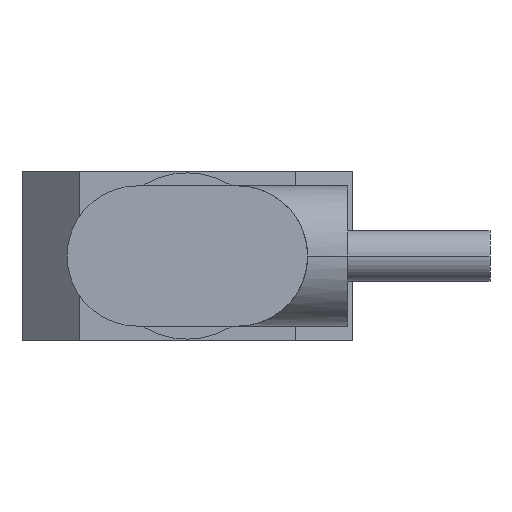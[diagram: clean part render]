
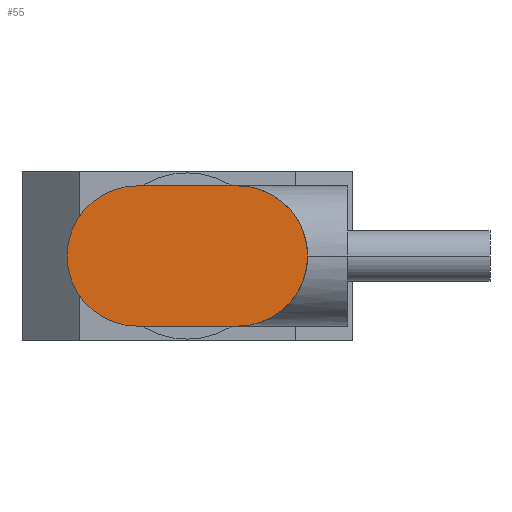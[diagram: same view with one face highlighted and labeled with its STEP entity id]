
A CAD part, front view. The second image highlights one B-rep face of the part: STEP entity #55.
In plain terms, the highlighted planar face has unit normal (0, -1, 0).
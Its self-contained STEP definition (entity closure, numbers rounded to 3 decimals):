
#16 = CARTESIAN_POINT ( 'NONE',  ( 2.5, -140.975, 0. ) ) ;
#55 = ADVANCED_FACE ( 'NONE', ( #1047 ), #290, .F. ) ;
#62 = CARTESIAN_POINT ( 'NONE',  ( 2.5, -140.975, 0. ) ) ;
#152 = VECTOR ( 'NONE', #1249, 1000. ) ;
#185 = DIRECTION ( 'NONE',  ( 0., -1., 0. ) ) ;
#211 = CARTESIAN_POINT ( 'NONE',  ( -2.5, -140.975, 0. ) ) ;
#225 = DIRECTION ( 'NONE',  ( 0., -1., 0. ) ) ;
#237 = VERTEX_POINT ( 'NONE', #515 ) ;
#265 = CARTESIAN_POINT ( 'NONE',  ( -2.5, -140.975, 3.5 ) ) ;
#277 = EDGE_LOOP ( 'NONE', ( #1195, #1358, #882, #1200, #1165, #844 ) ) ;
#278 = CARTESIAN_POINT ( 'NONE',  ( -2.5, -140.975, 0. ) ) ;
#290 = PLANE ( 'NONE',  #554 ) ;
#352 = CIRCLE ( 'NONE', #1164, 3.5 ) ;
#395 = DIRECTION ( 'NONE',  ( 0., -1., 0. ) ) ;
#402 = VERTEX_POINT ( 'NONE', #265 ) ;
#493 = VECTOR ( 'NONE', #509, 1000. ) ;
#495 = DIRECTION ( 'NONE',  ( 0., 1., 0. ) ) ;
#509 = DIRECTION ( 'NONE',  ( 1., 0., 0. ) ) ;
#515 = CARTESIAN_POINT ( 'NONE',  ( 6., -140.975, 0. ) ) ;
#533 = CIRCLE ( 'NONE', #1306, 3.5 ) ;
#549 = VERTEX_POINT ( 'NONE', #1214 ) ;
#554 = AXIS2_PLACEMENT_3D ( 'NONE', #612, #495, #1380 ) ;
#570 = CARTESIAN_POINT ( 'NONE',  ( 6., -140.975, -3.5 ) ) ;
#603 = CIRCLE ( 'NONE', #1212, 3.5 ) ;
#612 = CARTESIAN_POINT ( 'NONE',  ( 6., -140.975, 3.5 ) ) ;
#665 = DIRECTION ( 'NONE',  ( 0., -1., 0. ) ) ;
#740 = CIRCLE ( 'NONE', #1280, 3.5 ) ;
#796 = EDGE_CURVE ( 'NONE', #402, #861, #954, .T. ) ;
#799 = VERTEX_POINT ( 'NONE', #1051 ) ;
#815 = EDGE_CURVE ( 'NONE', #549, #799, #603, .T. ) ;
#822 = DIRECTION ( 'NONE',  ( 0., 0., 1. ) ) ;
#844 = ORIENTED_EDGE ( 'NONE', *, *, #1187, .T. ) ;
#861 = VERTEX_POINT ( 'NONE', #1336 ) ;
#875 = DIRECTION ( 'NONE',  ( 0., 0., 1. ) ) ;
#882 = ORIENTED_EDGE ( 'NONE', *, *, #815, .T. ) ;
#954 = LINE ( 'NONE', #1297, #493 ) ;
#955 = EDGE_CURVE ( 'NONE', #402, #549, #740, .T. ) ;
#1047 = FACE_OUTER_BOUND ( 'NONE', #277, .T. ) ;
#1051 = CARTESIAN_POINT ( 'NONE',  ( -2.5, -140.975, -3.5 ) ) ;
#1082 = CARTESIAN_POINT ( 'NONE',  ( 2.5, -140.975, -3.5 ) ) ;
#1089 = EDGE_CURVE ( 'NONE', #1277, #237, #533, .T. ) ;
#1122 = LINE ( 'NONE', #570, #152 ) ;
#1164 = AXIS2_PLACEMENT_3D ( 'NONE', #62, #395, #822 ) ;
#1165 = ORIENTED_EDGE ( 'NONE', *, *, #1089, .T. ) ;
#1187 = EDGE_CURVE ( 'NONE', #237, #861, #352, .T. ) ;
#1195 = ORIENTED_EDGE ( 'NONE', *, *, #796, .F. ) ;
#1200 = ORIENTED_EDGE ( 'NONE', *, *, #1381, .T. ) ;
#1212 = AXIS2_PLACEMENT_3D ( 'NONE', #278, #185, #1394 ) ;
#1214 = CARTESIAN_POINT ( 'NONE',  ( -6., -140.975, 0. ) ) ;
#1235 = DIRECTION ( 'NONE',  ( 0., 0., 1. ) ) ;
#1249 = DIRECTION ( 'NONE',  ( 1., 0., 0. ) ) ;
#1277 = VERTEX_POINT ( 'NONE', #1082 ) ;
#1280 = AXIS2_PLACEMENT_3D ( 'NONE', #211, #225, #875 ) ;
#1297 = CARTESIAN_POINT ( 'NONE',  ( 6., -140.975, 3.5 ) ) ;
#1306 = AXIS2_PLACEMENT_3D ( 'NONE', #16, #665, #1235 ) ;
#1336 = CARTESIAN_POINT ( 'NONE',  ( 2.5, -140.975, 3.5 ) ) ;
#1358 = ORIENTED_EDGE ( 'NONE', *, *, #955, .T. ) ;
#1380 = DIRECTION ( 'NONE',  ( 0., 0., 1. ) ) ;
#1381 = EDGE_CURVE ( 'NONE', #799, #1277, #1122, .T. ) ;
#1394 = DIRECTION ( 'NONE',  ( 0., 0., 1. ) ) ;
